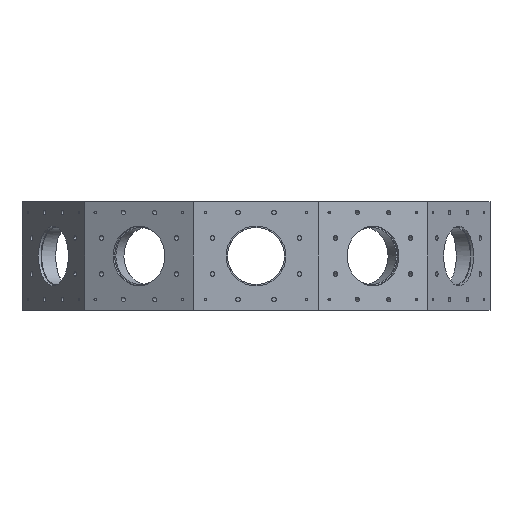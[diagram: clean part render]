
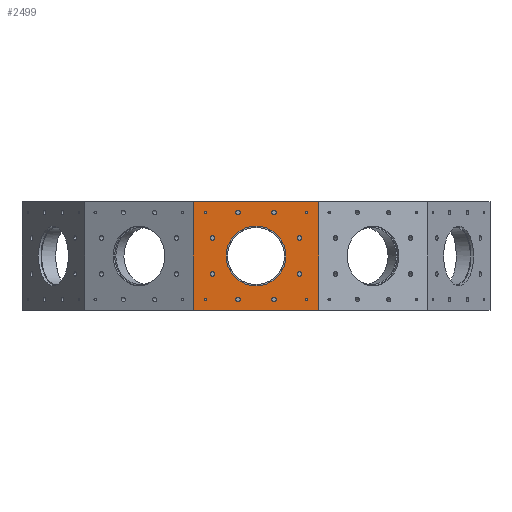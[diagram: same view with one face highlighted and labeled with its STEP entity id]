
A CAD part, front view. The second image highlights one B-rep face of the part: STEP entity #2499.
In plain terms, the highlighted planar face has unit normal (0, -1, 0).
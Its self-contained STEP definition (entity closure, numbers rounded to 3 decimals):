
#380 = VERTEX_POINT('',#381);
#381 = CARTESIAN_POINT('',(54.999,-205.259,
    0.));
#387 = EDGE_CURVE('',#380,#388,#390,.T.);
#388 = VERTEX_POINT('',#389);
#389 = CARTESIAN_POINT('',(-54.999,-205.259,
    0.));
#390 = LINE('',#391,#392);
#391 = CARTESIAN_POINT('',(54.999,-205.259,
    0.));
#392 = VECTOR('',#393,1.);
#393 = DIRECTION('',(-1.,0.,0.));
#1304 = VERTEX_POINT('',#1305);
#1305 = CARTESIAN_POINT('',(54.999,-205.259,-95.25));
#1311 = EDGE_CURVE('',#1304,#1312,#1314,.T.);
#1312 = VERTEX_POINT('',#1313);
#1313 = CARTESIAN_POINT('',(-54.999,-205.259,-95.25));
#1314 = LINE('',#1315,#1316);
#1315 = CARTESIAN_POINT('',(54.999,-205.259,-95.25));
#1316 = VECTOR('',#1317,1.);
#1317 = DIRECTION('',(-1.,0.,0.));
#1535 = EDGE_CURVE('',#380,#1304,#1536,.T.);
#1536 = LINE('',#1537,#1538);
#1537 = CARTESIAN_POINT('',(54.999,-205.259,
    0.));
#1538 = VECTOR('',#1539,1.);
#1539 = DIRECTION('',(0.,0.,-1.));
#2499 = ADVANCED_FACE('',(#2500,#2511,#2522,#2533,#2544,#2555,#2566,
    #2577,#2588,#2599,#2610,#2621,#2632,#2643),#2654,.F.);
#2500 = FACE_BOUND('',#2501,.F.);
#2501 = EDGE_LOOP('',(#2502,#2503,#2504,#2510));
#2502 = ORIENTED_EDGE('',*,*,#1535,.T.);
#2503 = ORIENTED_EDGE('',*,*,#1311,.T.);
#2504 = ORIENTED_EDGE('',*,*,#2505,.F.);
#2505 = EDGE_CURVE('',#388,#1312,#2506,.T.);
#2506 = LINE('',#2507,#2508);
#2507 = CARTESIAN_POINT('',(-54.999,-205.259,
    0.));
#2508 = VECTOR('',#2509,1.);
#2509 = DIRECTION('',(0.,0.,-1.));
#2510 = ORIENTED_EDGE('',*,*,#387,.F.);
#2511 = FACE_BOUND('',#2512,.F.);
#2512 = EDGE_LOOP('',(#2513));
#2513 = ORIENTED_EDGE('',*,*,#2514,.F.);
#2514 = EDGE_CURVE('',#2515,#2515,#2517,.T.);
#2515 = VERTEX_POINT('',#2516);
#2516 = CARTESIAN_POINT('',(-39.999,-205.259,
    -62.648));
#2517 = CIRCLE('',#2518,2.019);
#2518 = AXIS2_PLACEMENT_3D('',#2519,#2520,#2521);
#2519 = CARTESIAN_POINT('',(-38.133,-205.259,
    -63.42));
#2520 = DIRECTION('',(0.,1.,0.));
#2521 = DIRECTION('',(-0.924,0.,0.383
    ));
#2522 = FACE_BOUND('',#2523,.F.);
#2523 = EDGE_LOOP('',(#2524));
#2524 = ORIENTED_EDGE('',*,*,#2525,.F.);
#2525 = EDGE_CURVE('',#2526,#2526,#2528,.T.);
#2526 = VERTEX_POINT('',#2527);
#2527 = CARTESIAN_POINT('',(-17.661,-205.259,
    -84.985));
#2528 = CIRCLE('',#2529,2.019);
#2529 = AXIS2_PLACEMENT_3D('',#2530,#2531,#2532);
#2530 = CARTESIAN_POINT('',(-15.795,-205.259,
    -85.758));
#2531 = DIRECTION('',(0.,1.,0.));
#2532 = DIRECTION('',(-0.924,0.,0.383
    ));
#2533 = FACE_BOUND('',#2534,.F.);
#2534 = EDGE_LOOP('',(#2535));
#2535 = ORIENTED_EDGE('',*,*,#2536,.F.);
#2536 = EDGE_CURVE('',#2537,#2537,#2539,.T.);
#2537 = VERTEX_POINT('',#2538);
#2538 = CARTESIAN_POINT('',(-45.58,-205.259,-85.725));
#2539 = CIRCLE('',#2540,1.13);
#2540 = AXIS2_PLACEMENT_3D('',#2541,#2542,#2543);
#2541 = CARTESIAN_POINT('',(-44.45,-205.259,-85.725));
#2542 = DIRECTION('',(0.,1.,0.));
#2543 = DIRECTION('',(-1.,0.,0.));
#2544 = FACE_BOUND('',#2545,.F.);
#2545 = EDGE_LOOP('',(#2546));
#2546 = ORIENTED_EDGE('',*,*,#2547,.F.);
#2547 = EDGE_CURVE('',#2548,#2548,#2550,.T.);
#2548 = VERTEX_POINT('',#2549);
#2549 = CARTESIAN_POINT('',(-45.58,-205.259,-9.525));
#2550 = CIRCLE('',#2551,1.13);
#2551 = AXIS2_PLACEMENT_3D('',#2552,#2553,#2554);
#2552 = CARTESIAN_POINT('',(-44.45,-205.259,-9.525));
#2553 = DIRECTION('',(0.,1.,0.));
#2554 = DIRECTION('',(-1.,0.,0.));
#2555 = FACE_BOUND('',#2556,.F.);
#2556 = EDGE_LOOP('',(#2557));
#2557 = ORIENTED_EDGE('',*,*,#2558,.F.);
#2558 = EDGE_CURVE('',#2559,#2559,#2561,.T.);
#2559 = VERTEX_POINT('',#2560);
#2560 = CARTESIAN_POINT('',(-39.999,-205.259,
    -31.057));
#2561 = CIRCLE('',#2562,2.019);
#2562 = AXIS2_PLACEMENT_3D('',#2563,#2564,#2565);
#2563 = CARTESIAN_POINT('',(-38.133,-205.259,
    -31.83));
#2564 = DIRECTION('',(0.,1.,0.));
#2565 = DIRECTION('',(-0.924,0.,0.383
    ));
#2566 = FACE_BOUND('',#2567,.F.);
#2567 = EDGE_LOOP('',(#2568));
#2568 = ORIENTED_EDGE('',*,*,#2569,.F.);
#2569 = EDGE_CURVE('',#2570,#2570,#2572,.T.);
#2570 = VERTEX_POINT('',#2571);
#2571 = CARTESIAN_POINT('',(-17.661,-205.259,
    -8.719));
#2572 = CIRCLE('',#2573,2.019);
#2573 = AXIS2_PLACEMENT_3D('',#2574,#2575,#2576);
#2574 = CARTESIAN_POINT('',(-15.795,-205.259,
    -9.492));
#2575 = DIRECTION('',(0.,1.,0.));
#2576 = DIRECTION('',(-0.924,0.,0.383
    ));
#2577 = FACE_BOUND('',#2578,.F.);
#2578 = EDGE_LOOP('',(#2579));
#2579 = ORIENTED_EDGE('',*,*,#2580,.F.);
#2580 = EDGE_CURVE('',#2581,#2581,#2583,.T.);
#2581 = VERTEX_POINT('',#2582);
#2582 = CARTESIAN_POINT('',(13.93,-205.259,
    -84.985));
#2583 = CIRCLE('',#2584,2.019);
#2584 = AXIS2_PLACEMENT_3D('',#2585,#2586,#2587);
#2585 = CARTESIAN_POINT('',(15.795,-205.259,
    -85.758));
#2586 = DIRECTION('',(0.,1.,0.));
#2587 = DIRECTION('',(-0.924,0.,0.383
    ));
#2588 = FACE_BOUND('',#2589,.F.);
#2589 = EDGE_LOOP('',(#2590));
#2590 = ORIENTED_EDGE('',*,*,#2591,.F.);
#2591 = EDGE_CURVE('',#2592,#2592,#2594,.T.);
#2592 = VERTEX_POINT('',#2593);
#2593 = CARTESIAN_POINT('',(-26.162,-205.259,-47.625));
#2594 = CIRCLE('',#2595,26.162);
#2595 = AXIS2_PLACEMENT_3D('',#2596,#2597,#2598);
#2596 = CARTESIAN_POINT('',(0.,-205.259,-47.625)
  );
#2597 = DIRECTION('',(0.,1.,0.));
#2598 = DIRECTION('',(-1.,0.,0.));
#2599 = FACE_BOUND('',#2600,.F.);
#2600 = EDGE_LOOP('',(#2601));
#2601 = ORIENTED_EDGE('',*,*,#2602,.F.);
#2602 = EDGE_CURVE('',#2603,#2603,#2605,.T.);
#2603 = VERTEX_POINT('',#2604);
#2604 = CARTESIAN_POINT('',(13.93,-205.259,
    -8.719));
#2605 = CIRCLE('',#2606,2.019);
#2606 = AXIS2_PLACEMENT_3D('',#2607,#2608,#2609);
#2607 = CARTESIAN_POINT('',(15.795,-205.259,
    -9.492));
#2608 = DIRECTION('',(0.,1.,0.));
#2609 = DIRECTION('',(-0.924,0.,0.383
    ));
#2610 = FACE_BOUND('',#2611,.F.);
#2611 = EDGE_LOOP('',(#2612));
#2612 = ORIENTED_EDGE('',*,*,#2613,.F.);
#2613 = EDGE_CURVE('',#2614,#2614,#2616,.T.);
#2614 = VERTEX_POINT('',#2615);
#2615 = CARTESIAN_POINT('',(36.268,-205.259,
    -31.057));
#2616 = CIRCLE('',#2617,2.019);
#2617 = AXIS2_PLACEMENT_3D('',#2618,#2619,#2620);
#2618 = CARTESIAN_POINT('',(38.133,-205.259,
    -31.83));
#2619 = DIRECTION('',(0.,1.,0.));
#2620 = DIRECTION('',(-0.924,0.,0.383
    ));
#2621 = FACE_BOUND('',#2622,.F.);
#2622 = EDGE_LOOP('',(#2623));
#2623 = ORIENTED_EDGE('',*,*,#2624,.F.);
#2624 = EDGE_CURVE('',#2625,#2625,#2627,.T.);
#2625 = VERTEX_POINT('',#2626);
#2626 = CARTESIAN_POINT('',(36.268,-205.259,
    -62.648));
#2627 = CIRCLE('',#2628,2.019);
#2628 = AXIS2_PLACEMENT_3D('',#2629,#2630,#2631);
#2629 = CARTESIAN_POINT('',(38.133,-205.259,
    -63.42));
#2630 = DIRECTION('',(0.,1.,0.));
#2631 = DIRECTION('',(-0.924,0.,0.383
    ));
#2632 = FACE_BOUND('',#2633,.F.);
#2633 = EDGE_LOOP('',(#2634));
#2634 = ORIENTED_EDGE('',*,*,#2635,.F.);
#2635 = EDGE_CURVE('',#2636,#2636,#2638,.T.);
#2636 = VERTEX_POINT('',#2637);
#2637 = CARTESIAN_POINT('',(43.32,-205.259,-9.525));
#2638 = CIRCLE('',#2639,1.13);
#2639 = AXIS2_PLACEMENT_3D('',#2640,#2641,#2642);
#2640 = CARTESIAN_POINT('',(44.45,-205.259,-9.525));
#2641 = DIRECTION('',(0.,1.,0.));
#2642 = DIRECTION('',(-1.,0.,0.));
#2643 = FACE_BOUND('',#2644,.F.);
#2644 = EDGE_LOOP('',(#2645));
#2645 = ORIENTED_EDGE('',*,*,#2646,.F.);
#2646 = EDGE_CURVE('',#2647,#2647,#2649,.T.);
#2647 = VERTEX_POINT('',#2648);
#2648 = CARTESIAN_POINT('',(43.32,-205.259,-85.725));
#2649 = CIRCLE('',#2650,1.13);
#2650 = AXIS2_PLACEMENT_3D('',#2651,#2652,#2653);
#2651 = CARTESIAN_POINT('',(44.45,-205.259,-85.725));
#2652 = DIRECTION('',(0.,1.,0.));
#2653 = DIRECTION('',(-1.,0.,0.));
#2654 = PLANE('',#2655);
#2655 = AXIS2_PLACEMENT_3D('',#2656,#2657,#2658);
#2656 = CARTESIAN_POINT('',(54.999,-205.259,
    0.));
#2657 = DIRECTION('',(0.,1.,0.));
#2658 = DIRECTION('',(-1.,0.,0.));
